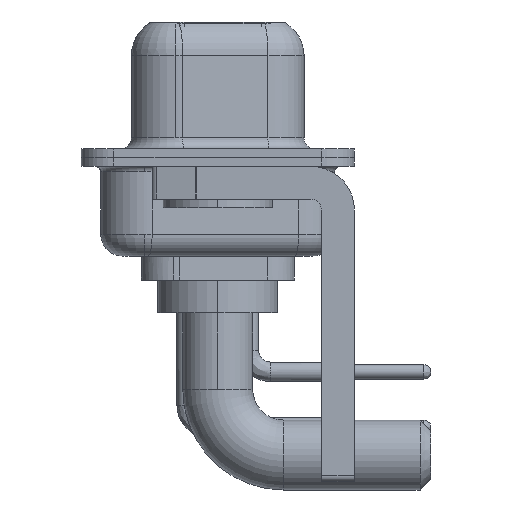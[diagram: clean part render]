
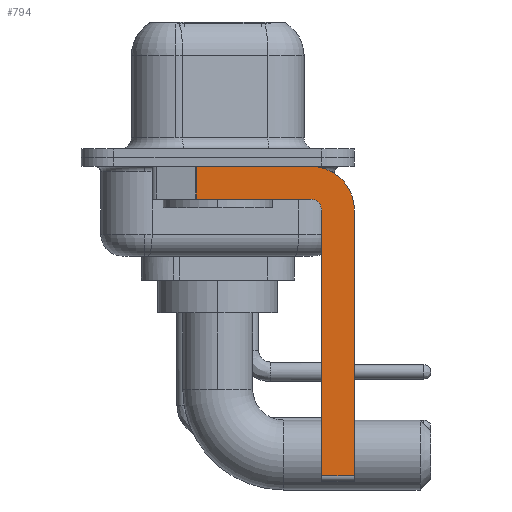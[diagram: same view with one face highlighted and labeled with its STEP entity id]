
A CAD part, left-side view. The second image highlights one B-rep face of the part: STEP entity #794.
In plain terms, the highlighted planar face has unit normal (-1, 0, 0).
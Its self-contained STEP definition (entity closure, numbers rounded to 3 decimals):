
#224 = VERTEX_POINT ( 'NONE', #13086 ) ;
#794 = ADVANCED_FACE ( 'NONE', ( #9181 ), #7546, .F. ) ;
#818 = CIRCLE ( 'NONE', #13040, 0.5 ) ;
#1044 = CARTESIAN_POINT ( 'NONE',  ( -2.9, 0.978, -0.4 ) ) ;
#1468 = CARTESIAN_POINT ( 'NONE',  ( -2.9, -4.25, -1.9 ) ) ;
#1783 = CARTESIAN_POINT ( 'NONE',  ( -2.9, -4.25, -2.4 ) ) ;
#2124 = VERTEX_POINT ( 'NONE', #6259 ) ;
#2212 = CARTESIAN_POINT ( 'NONE',  ( -2.9, -6.25, -2.4 ) ) ;
#2721 = EDGE_CURVE ( 'NONE', #2124, #3533, #16800, .T. ) ;
#3013 = ORIENTED_EDGE ( 'NONE', *, *, #5797, .F. ) ;
#3047 = LINE ( 'NONE', #14521, #5696 ) ;
#3233 = CARTESIAN_POINT ( 'NONE',  ( -2.9, -4.75, -14.8 ) ) ;
#3533 = VERTEX_POINT ( 'NONE', #21257 ) ;
#3581 = CARTESIAN_POINT ( 'NONE',  ( -2.9, -4.25, -14.55 ) ) ;
#3961 = EDGE_LOOP ( 'NONE', ( #15443, #20394, #3013, #15145, #9327, #14936, #4413, #11225 ) ) ;
#4052 = VERTEX_POINT ( 'NONE', #17508 ) ;
#4162 = DIRECTION ( 'NONE',  ( 0., 0., -1. ) ) ;
#4283 = CARTESIAN_POINT ( 'NONE',  ( -2.9, -6.25, -2.4 ) ) ;
#4294 = AXIS2_PLACEMENT_3D ( 'NONE', #1783, #12171, #18856 ) ;
#4413 = ORIENTED_EDGE ( 'NONE', *, *, #20639, .F. ) ;
#5336 = DIRECTION ( 'NONE',  ( 0., -1., 0. ) ) ;
#5691 = VERTEX_POINT ( 'NONE', #12429 ) ;
#5696 = VECTOR ( 'NONE', #17706, 1000. ) ;
#5797 = EDGE_CURVE ( 'NONE', #5691, #18224, #11300, .T. ) ;
#5939 = EDGE_CURVE ( 'NONE', #4052, #5691, #818, .T. ) ;
#6259 = CARTESIAN_POINT ( 'NONE',  ( -2.9, -4.75, -14.55 ) ) ;
#6407 = LINE ( 'NONE', #3233, #14345 ) ;
#6523 = DIRECTION ( 'NONE',  ( 0., 0., 1. ) ) ;
#6839 = DIRECTION ( 'NONE',  ( 0., 0., 1. ) ) ;
#7546 = PLANE ( 'NONE',  #17554 ) ;
#7664 = DIRECTION ( 'NONE',  ( 0., 0., -1. ) ) ;
#7938 = LINE ( 'NONE', #12543, #10338 ) ;
#9181 = FACE_OUTER_BOUND ( 'NONE', #3961, .T. ) ;
#9327 = ORIENTED_EDGE ( 'NONE', *, *, #17015, .F. ) ;
#9548 = EDGE_CURVE ( 'NONE', #18129, #18224, #7938, .T. ) ;
#10338 = VECTOR ( 'NONE', #19644, 1000. ) ;
#11225 = ORIENTED_EDGE ( 'NONE', *, *, #20428, .F. ) ;
#11300 = LINE ( 'NONE', #1468, #19682 ) ;
#12171 = DIRECTION ( 'NONE',  ( 1., 0., 0. ) ) ;
#12429 = CARTESIAN_POINT ( 'NONE',  ( -2.9, -4.25, -1.9 ) ) ;
#12543 = CARTESIAN_POINT ( 'NONE',  ( -2.9, 0.978, -1.9 ) ) ;
#13040 = AXIS2_PLACEMENT_3D ( 'NONE', #13918, #13597, #6839 ) ;
#13086 = CARTESIAN_POINT ( 'NONE',  ( -2.9, -4.25, -0.4 ) ) ;
#13597 = DIRECTION ( 'NONE',  ( -1., 0., 0. ) ) ;
#13705 = DIRECTION ( 'NONE',  ( 1., 0., 0. ) ) ;
#13918 = CARTESIAN_POINT ( 'NONE',  ( -2.9, -4.25, -2.4 ) ) ;
#14345 = VECTOR ( 'NONE', #6523, 1000. ) ;
#14521 = CARTESIAN_POINT ( 'NONE',  ( -2.9, 3., -0.4 ) ) ;
#14936 = ORIENTED_EDGE ( 'NONE', *, *, #2721, .T. ) ;
#15145 = ORIENTED_EDGE ( 'NONE', *, *, #5939, .F. ) ;
#15443 = ORIENTED_EDGE ( 'NONE', *, *, #19979, .F. ) ;
#16024 = CARTESIAN_POINT ( 'NONE',  ( -2.9, 0.978, -1.9 ) ) ;
#16102 = VECTOR ( 'NONE', #5336, 1000. ) ;
#16530 = CIRCLE ( 'NONE', #4294, 2. ) ;
#16800 = LINE ( 'NONE', #3581, #16102 ) ;
#17015 = EDGE_CURVE ( 'NONE', #2124, #4052, #6407, .T. ) ;
#17499 = CARTESIAN_POINT ( 'NONE',  ( -2.9, -4.25, -2.4 ) ) ;
#17508 = CARTESIAN_POINT ( 'NONE',  ( -2.9, -4.75, -2.4 ) ) ;
#17554 = AXIS2_PLACEMENT_3D ( 'NONE', #17499, #13705, #4162 ) ;
#17706 = DIRECTION ( 'NONE',  ( 0., -1., 0. ) ) ;
#18129 = VERTEX_POINT ( 'NONE', #1044 ) ;
#18224 = VERTEX_POINT ( 'NONE', #16024 ) ;
#18856 = DIRECTION ( 'NONE',  ( 0., 0., -1. ) ) ;
#19230 = VERTEX_POINT ( 'NONE', #2212 ) ;
#19277 = LINE ( 'NONE', #4283, #21080 ) ;
#19644 = DIRECTION ( 'NONE',  ( 0., 0., -1. ) ) ;
#19682 = VECTOR ( 'NONE', #20082, 1000. ) ;
#19979 = EDGE_CURVE ( 'NONE', #18129, #224, #3047, .T. ) ;
#20082 = DIRECTION ( 'NONE',  ( 0., 1., 0. ) ) ;
#20394 = ORIENTED_EDGE ( 'NONE', *, *, #9548, .T. ) ;
#20428 = EDGE_CURVE ( 'NONE', #224, #19230, #16530, .T. ) ;
#20639 = EDGE_CURVE ( 'NONE', #19230, #3533, #19277, .T. ) ;
#21080 = VECTOR ( 'NONE', #7664, 1000. ) ;
#21257 = CARTESIAN_POINT ( 'NONE',  ( -2.9, -6.25, -14.55 ) ) ;
